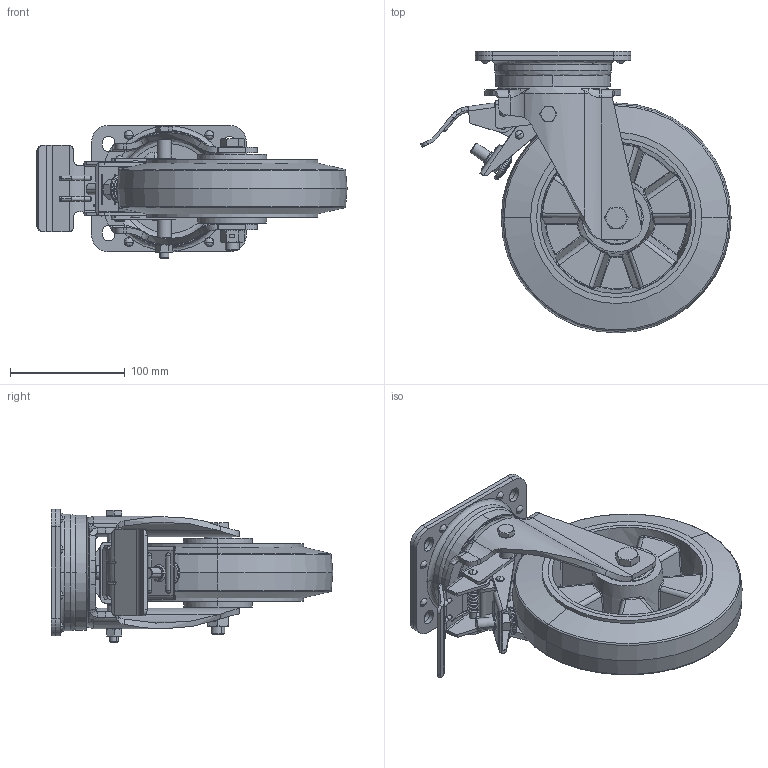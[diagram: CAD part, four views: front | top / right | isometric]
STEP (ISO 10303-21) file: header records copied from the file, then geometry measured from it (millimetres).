
FILE_DESCRIPTION (( 'STEP AP214' ), '1' );
FILE_NAME ('0023882_L-IG-EGA-200-K-3-DSV.STEP', '2015-10-14T10:23:22', ( '' ), ( '' ), 'SwSTEP 2.0', 'SolidWorks 2014', '' );
FILE_SCHEMA (( 'AUTOMOTIVE_DESIGN' ));
Length unit declared in the file: millimetre
Products named in the file (1): 0023882_L-IG-EGA-200-K-3-DSV
Bounding box: 269.93 x 245.07 x 116 mm (x, y, z)
Surface area: 423528.4 mm2 (no closed solid volume)
Topology: 0 solids, 50 shells, 1672 faces, 3968 edges, 2456 vertices
Faces by surface type: plane 587, cylinder 543, bspline 288, cone 122, torus 72, sphere 60
Entity records: 82471 total; most frequent: CARTESIAN_POINT 25902, ORIENTED_EDGE 7868, DIRECTION 7829, EDGE_CURVE 3934, AXIS2_PLACEMENT_3D 3075, VERTEX_POINT 2456, EDGE_LOOP 1930, UNCERTAINTY_MEASURE_WITH_UNIT 1719
